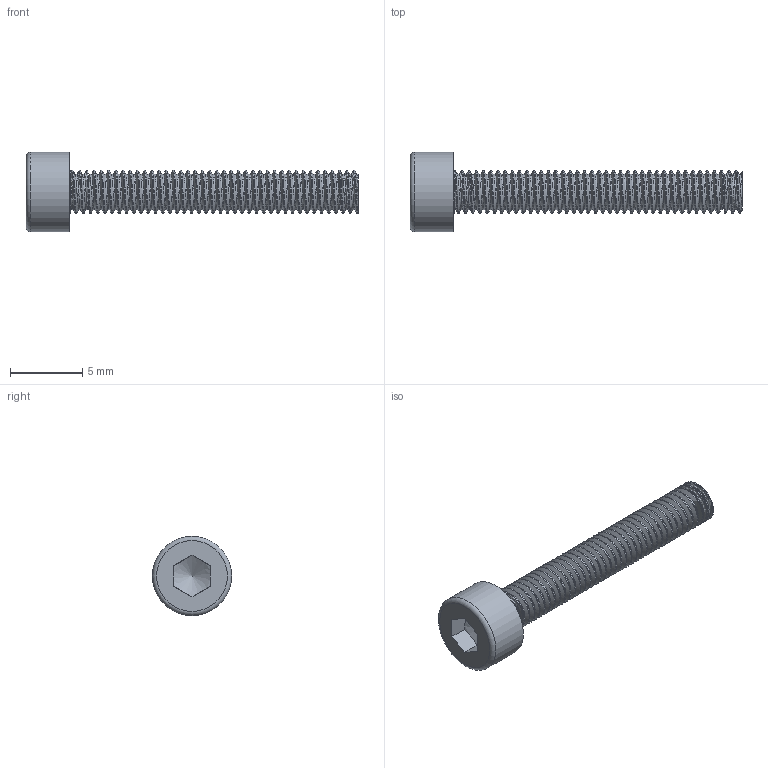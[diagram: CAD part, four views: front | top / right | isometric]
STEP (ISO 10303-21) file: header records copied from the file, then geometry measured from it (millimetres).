
FILE_DESCRIPTION(/* description */ ('Unknown'),/* implementation_level */ '2;1');
FILE_NAME(/* name */ 'tmpE397.tmp',/* time_stamp */ '2025-01-09T14:32:51+08:00',/* author */ ('Unknown'),/* organization */ ('Unknown'),/* preprocessor_version */ 'ST-DEVELOPER v18.104',/* originating_system */ 'TianGong',/* authorisation */ 'Unknown');
FILE_SCHEMA (('AUTOMOTIVE_DESIGN {1 0 10303 214 3 1 1}'));
Length unit declared in the file: millimetre
Products named in the file (1): 内六角圆柱头螺钉
Bounding box: 23 x 5.5 x 5.5 mm (x, y, z)
Volume: 187.3 mm3; surface area: 384.7 mm2
Topology: 1 solids, 1 shells, 58 faces, 161 edges, 106 vertices
Faces by surface type: cylinder 43, plane 10, torus 2, bspline 2, cone 1
Full cylindrical faces by diameter (mm): 3 x40, 5.5 x1
Entity records: 8610 total; most frequent: CARTESIAN_POINT 8228, ORIENTED_EDGE 70, DIRECTION 64, EDGE_CURVE 35, VERTEX_POINT 26, AXIS2_PLACEMENT_3D 26, FACE_BOUND 25, EDGE_LOOP 24
